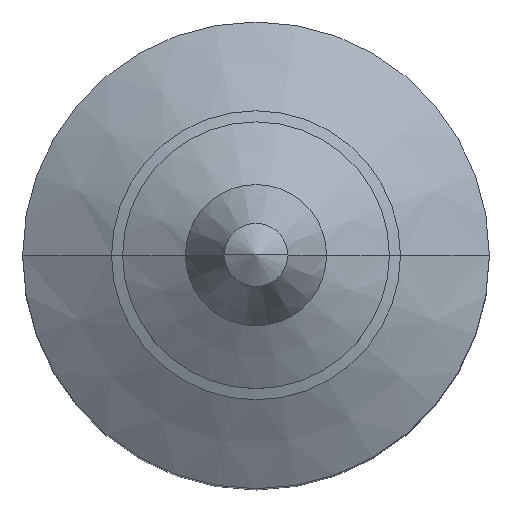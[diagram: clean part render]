
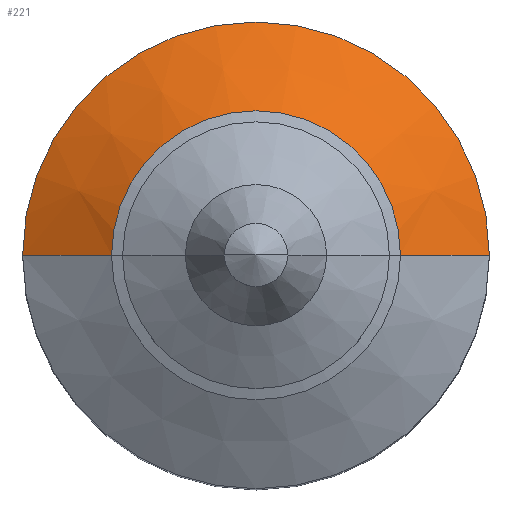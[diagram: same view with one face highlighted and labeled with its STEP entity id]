
A CAD part, top view. The second image highlights one B-rep face of the part: STEP entity #221.
In plain terms, the highlighted conical face has half-angle 60 degrees and reference radius 6.5 mm.
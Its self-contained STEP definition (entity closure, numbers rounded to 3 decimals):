
#19 = VERTEX_POINT ( 'NONE', #245 ) ;
#111 = EDGE_CURVE ( 'NONE', #19, #238, #604, .T. ) ;
#147 = EDGE_CURVE ( 'NONE', #159, #238, #569, .T. ) ;
#150 = ORIENTED_EDGE ( 'NONE', *, *, #216, .F. ) ;
#151 = ORIENTED_EDGE ( 'NONE', *, *, #111, .F. ) ;
#153 = EDGE_LOOP ( 'NONE', ( #217, #239, #151, #150 ) ) ;
#155 = EDGE_CURVE ( 'NONE', #220, #159, #485, .T. ) ;
#159 = VERTEX_POINT ( 'NONE', #631 ) ;
#216 = EDGE_CURVE ( 'NONE', #220, #19, #762, .T. ) ;
#217 = ORIENTED_EDGE ( 'NONE', *, *, #155, .T. ) ;
#220 = VERTEX_POINT ( 'NONE', #800 ) ;
#221 = ADVANCED_FACE ( 'NONE', ( #670 ), #803, .T. ) ;
#238 = VERTEX_POINT ( 'NONE', #870 ) ;
#239 = ORIENTED_EDGE ( 'NONE', *, *, #147, .T. ) ;
#245 = CARTESIAN_POINT ( 'NONE',  ( -10.5, 0., 80.323 ) ) ;
#485 = CIRCLE ( 'NONE', #628, 6.5 ) ;
#568 = CARTESIAN_POINT ( 'NONE',  ( 6.5, 0., 82.632 ) ) ;
#569 = LINE ( 'NONE', #568, #636 ) ;
#600 = DIRECTION ( 'NONE',  ( -1., 0., 0. ) ) ;
#601 = DIRECTION ( 'NONE',  ( 0., 0., -1. ) ) ;
#602 = CARTESIAN_POINT ( 'NONE',  ( 0., 0., 80.323 ) ) ;
#603 = AXIS2_PLACEMENT_3D ( 'NONE', #602, #601, #600 ) ;
#604 = CIRCLE ( 'NONE', #603, 10.5 ) ;
#625 = DIRECTION ( 'NONE',  ( -1., 0., 0. ) ) ;
#626 = DIRECTION ( 'NONE',  ( 0., 0., -1. ) ) ;
#627 = CARTESIAN_POINT ( 'NONE',  ( 0., 0., 82.632 ) ) ;
#628 = AXIS2_PLACEMENT_3D ( 'NONE', #627, #626, #625 ) ;
#631 = CARTESIAN_POINT ( 'NONE',  ( 6.5, 0., 82.632 ) ) ;
#635 = DIRECTION ( 'NONE',  ( 0.866, 0., -0.5 ) ) ;
#636 = VECTOR ( 'NONE', #635, 1000. ) ;
#670 = FACE_OUTER_BOUND ( 'NONE', #153, .T. ) ;
#756 = DIRECTION ( 'NONE',  ( 0., 0., -1. ) ) ;
#759 = DIRECTION ( 'NONE',  ( -0.866, 0., -0.5 ) ) ;
#760 = VECTOR ( 'NONE', #759, 1000. ) ;
#761 = CARTESIAN_POINT ( 'NONE',  ( -6.5, 0., 82.632 ) ) ;
#762 = LINE ( 'NONE', #761, #760 ) ;
#765 = AXIS2_PLACEMENT_3D ( 'NONE', #804, #756, #801 ) ;
#800 = CARTESIAN_POINT ( 'NONE',  ( -6.5, 0., 82.632 ) ) ;
#801 = DIRECTION ( 'NONE',  ( -1., 0., 0. ) ) ;
#803 = CONICAL_SURFACE ( 'NONE', #765, 6.5, 1.047 ) ;
#804 = CARTESIAN_POINT ( 'NONE',  ( 0., 0., 82.632 ) ) ;
#870 = CARTESIAN_POINT ( 'NONE',  ( 10.5, 0., 80.323 ) ) ;
